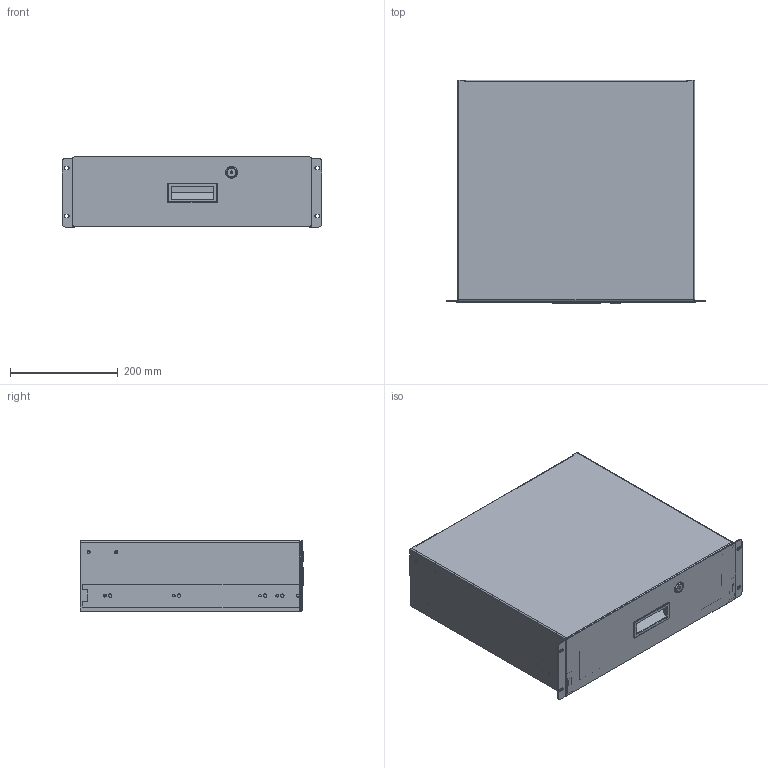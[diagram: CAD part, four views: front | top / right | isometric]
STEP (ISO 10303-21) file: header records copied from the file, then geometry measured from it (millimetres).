
FILE_DESCRIPTION (( 'STEP AP203' ), '1' );
FILE_NAME ('RDRW1900516LG1.step', '2020-11-12T13:55:06', ( 'ADC123' ), ( 'Microsoft' ), 'SwSTEP 2.0', 'SolidWorks 2019', '' );
FILE_SCHEMA (( 'CONFIG_CONTROL_DESIGN' ));
Length unit declared in the file: inch
Products named in the file (1): RDRW1900516LG1
Bounding box: 482.6 x 415.65 x 130.19 mm (x, y, z)
Volume: 1240224.7 mm3; surface area: 1635359.4 mm2
Topology: 24 solids, 24 shells, 682 faces, 1765 edges, 1151 vertices
Faces by surface type: plane 376, cylinder 264, bspline 22, torus 18, cone 2
Full cylindrical faces by diameter (mm): 3.886 x1, 3.969 x8, 4.14 x4, 4.166 x4, 4.369 x6, 4.496 x12, 4.572 x8, 5.029 x2, 5.969 x4, 6.35 x8, 8.509 x1, 13.9 x1, 15.875 x1, 22 x1
Entity records: 21565 total; most frequent: CARTESIAN_POINT 4920, DIRECTION 3392, ORIENTED_EDGE 3336, EDGE_CURVE 1668, AXIS2_PLACEMENT_3D 1163, VERTEX_POINT 1125, LINE 1066, VECTOR 1066
